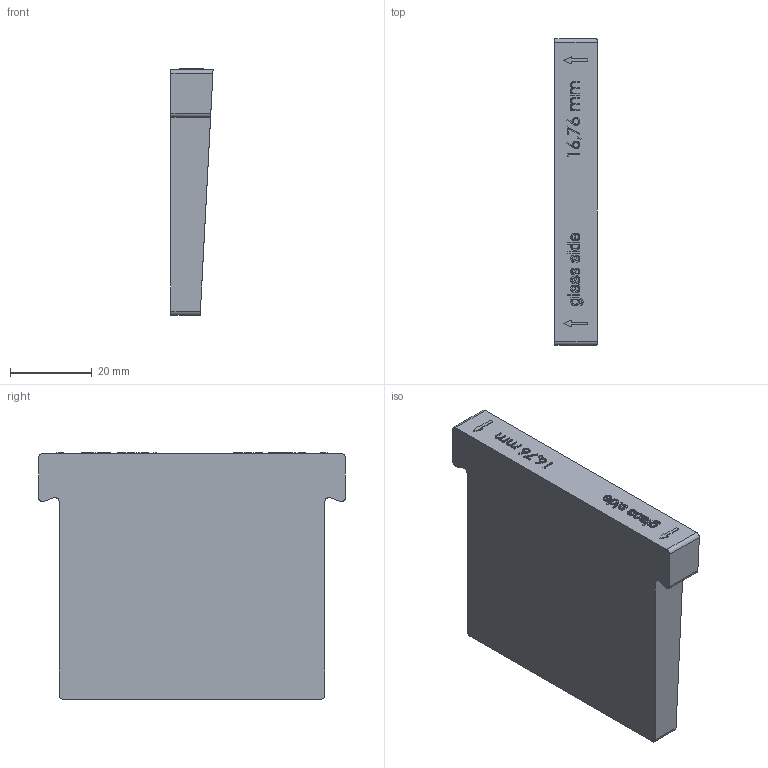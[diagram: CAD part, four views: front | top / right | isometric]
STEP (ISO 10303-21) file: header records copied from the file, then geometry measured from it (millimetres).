
FILE_DESCRIPTION (( 'STEP AP214' ), '1' );
FILE_NAME ('A19-0004-plast 16,76.STEP', '2022-09-28T07:47:06', ( '' ), ( '' ), 'SwSTEP 2.0', 'SolidWorks 2019', '' );
FILE_SCHEMA (( 'AUTOMOTIVE_DESIGN' ));
Length unit declared in the file: millimetre
Products named in the file (1): A19-0004-plast 16,76
Bounding box: 10.3 x 75 x 60.2 mm (x, y, z)
Volume: 16701.9 mm3; surface area: 16870.2 mm2
Topology: 1 solids, 1 shells, 335 faces, 876 edges, 584 vertices
Faces by surface type: plane 204, cylinder 73, bspline 58
Entity records: 13966 total; most frequent: CARTESIAN_POINT 6206, ORIENTED_EDGE 1752, DIRECTION 1318, EDGE_CURVE 876, VECTOR 614, LINE 614, VERTEX_POINT 584, EDGE_LOOP 376
